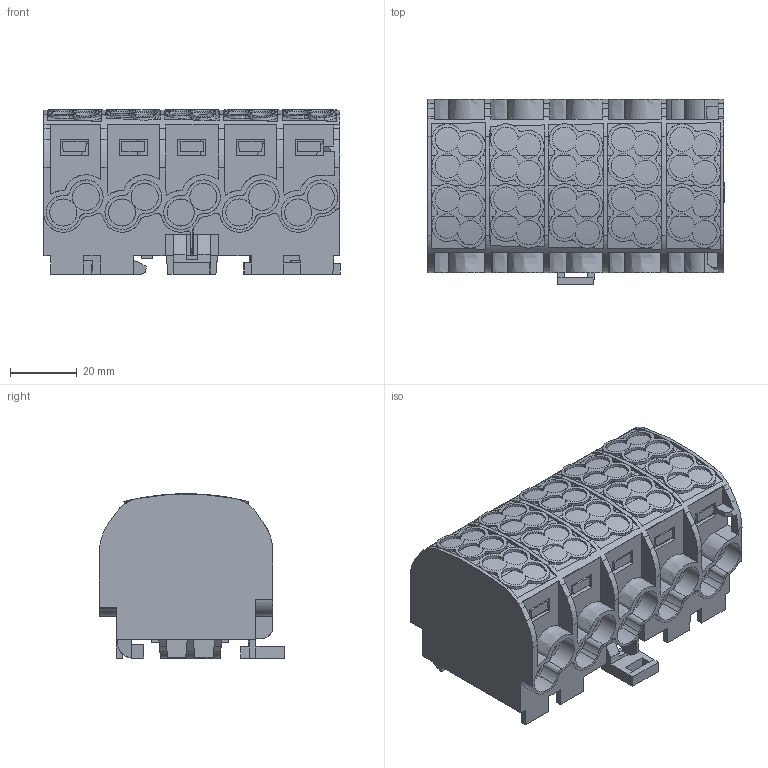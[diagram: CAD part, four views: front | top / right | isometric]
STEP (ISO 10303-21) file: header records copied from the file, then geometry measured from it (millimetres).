
FILE_DESCRIPTION(('CATIA V5 STEP Exchange','CAx-IF Rec.Pracs.--- Model Styling and Organization---1.4--- 2014-01-23'),'2;1');
FILE_NAME ('2041328-1_0_3053740000_3053740000.stp','2024-03-26T06:38:59+00:00',('none'),('Weidmueller'),'CATIA Version 5-6 Release 2016 SP3 HF44','CATIA V5 STEP AP214','none');
FILE_SCHEMA(('AUTOMOTIVE_DESIGN { 1 0 10303 214 1 1 1 1 }'));
Length unit declared in the file: millimetre
Products named in the file (1): 3053740000
Bounding box: 88.88 x 55.52 x 49.31 mm (x, y, z)
Volume: 151878.6 mm3; surface area: 50942 mm2
Topology: 6 solids, 6 shells, 1132 faces, 3176 edges, 2105 vertices
Faces by surface type: cylinder 464, plane 440, extrusion 227, bspline 1
Entity records: 42650 total; most frequent: CARTESIAN_POINT 16129, ORIENTED_EDGE 6352, DIRECTION 3753, EDGE_CURVE 3176, VERTEX_POINT 2105, VECTOR 1911, LINE 1684, B_SPLINE_CURVE_WITH_KNOTS 1369
